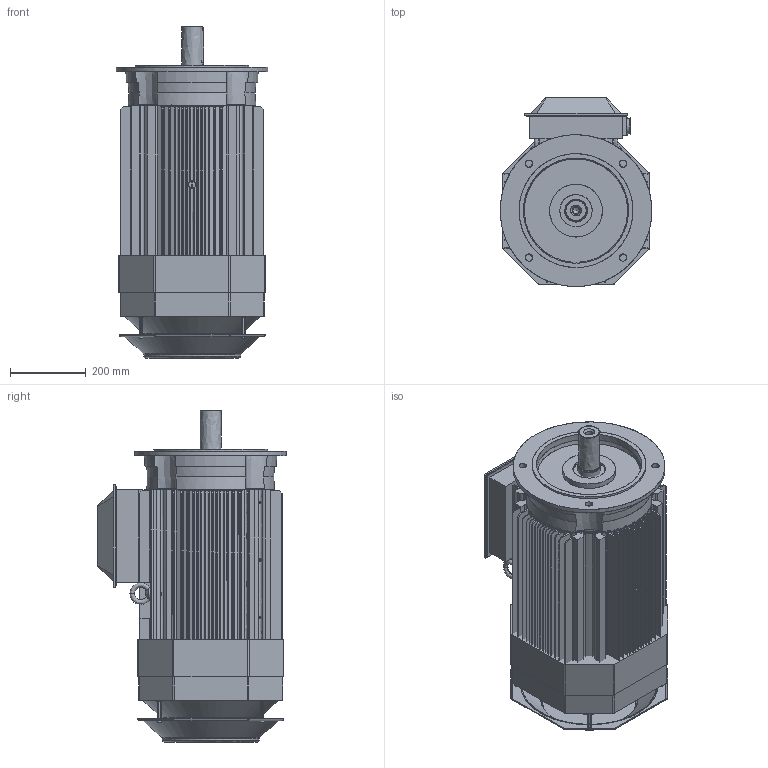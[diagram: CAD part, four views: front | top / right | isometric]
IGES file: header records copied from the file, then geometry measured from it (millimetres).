
Global section: file name: M3AA 200 B5 +005.igs; native system: NX V8.0; preprocessor: SIEMENS PLM Software NX 8.0; date: 20150717.122739; units: millimetre
Bounding box: 399.7 x 498.55 x 875.01 mm (x, y, z)
Surface area: 3952195.6 mm2 (no closed solid volume)
Topology: 0 solids, 0 shells, 1238 faces, 22259 edges, 22107 vertices
Faces by surface type: bspline 629, extrusion 609
